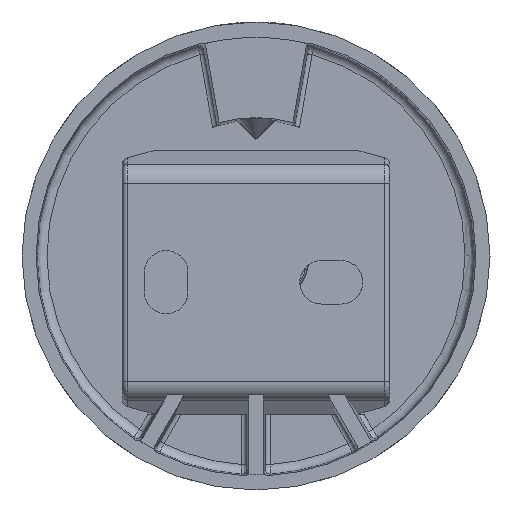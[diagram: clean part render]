
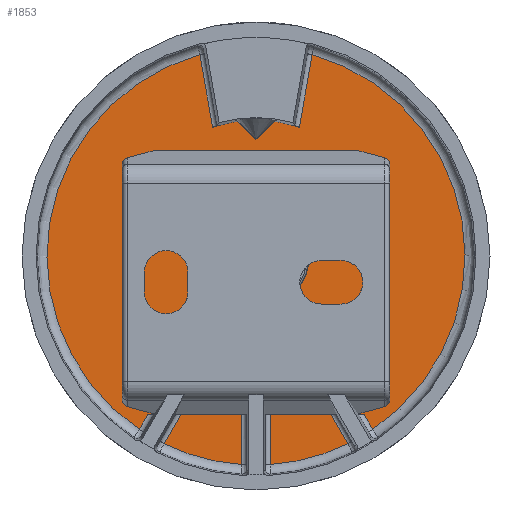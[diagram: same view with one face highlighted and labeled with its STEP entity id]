
A CAD part, front view. The second image highlights one B-rep face of the part: STEP entity #1853.
In plain terms, the highlighted planar face has unit normal (0, -1, 0).
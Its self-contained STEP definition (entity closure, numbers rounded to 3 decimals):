
#303=DIRECTION('',(0.5,0.,0.866));
#304=VECTOR('',#303,1.773);
#305=CARTESIAN_POINT('',(11.131,8.,16.313));
#306=LINE('',#305,#304);
#307=CARTESIAN_POINT('',(0.,8.,0.));
#308=DIRECTION('',(0.,1.,0.));
#309=DIRECTION('',(0.558,0.,0.83));
#310=AXIS2_PLACEMENT_3D('',#307,#308,#309);
#312=CARTESIAN_POINT('',(0.,8.,0.));
#313=DIRECTION('',(0.,1.,0.));
#314=DIRECTION('',(1.,0.,0.007));
#315=AXIS2_PLACEMENT_3D('',#312,#313,#314);
#317=DIRECTION('',(-0.174,0.,0.985));
#318=VECTOR('',#317,7.588);
#319=CARTESIAN_POINT('',(5.782,8.,-20.726));
#320=LINE('',#319,#318);
#321=CARTESIAN_POINT('',(0.,8.,0.));
#322=DIRECTION('',(0.,1.,0.));
#323=DIRECTION('',(0.319,0.,-0.948));
#324=AXIS2_PLACEMENT_3D('',#321,#322,#323);
#326=DIRECTION('',(-0.174,0.,-0.985));
#327=VECTOR('',#326,7.588);
#328=CARTESIAN_POINT('',(-4.464,8.,-13.253));
#329=LINE('',#328,#327);
#330=CARTESIAN_POINT('',(0.,8.,0.));
#331=DIRECTION('',(0.,1.,0.));
#332=DIRECTION('',(-0.269,0.,-0.963));
#333=AXIS2_PLACEMENT_3D('',#330,#331,#332);
#335=CARTESIAN_POINT('',(0.,8.,0.));
#336=DIRECTION('',(0.,1.,0.));
#337=DIRECTION('',(-1.,0.,-0.007));
#338=AXIS2_PLACEMENT_3D('',#335,#336,#337);
#340=DIRECTION('',(0.5,0.,-0.866));
#341=VECTOR('',#340,1.773);
#342=CARTESIAN_POINT('',(-12.017,8.,17.849));
#343=LINE('',#342,#341);
#344=DIRECTION('',(1.,0.,0.));
#345=VECTOR('',#344,3.424);
#346=CARTESIAN_POINT('',(-11.131,8.,16.313));
#347=LINE('',#346,#345);
#348=DIRECTION('',(-0.5,0.,0.866));
#349=VECTOR('',#348,3.485);
#350=CARTESIAN_POINT('',(-7.706,8.,16.313));
#351=LINE('',#350,#349);
#352=CARTESIAN_POINT('',(0.,8.,0.));
#353=DIRECTION('',(0.,1.,0.));
#354=DIRECTION('',(-0.439,0.,0.898));
#355=AXIS2_PLACEMENT_3D('',#352,#353,#354);
#357=DIRECTION('',(1.,0.,0.));
#358=VECTOR('',#357,2.966);
#359=CARTESIAN_POINT('',(-1.483,8.,16.313));
#360=LINE('',#359,#358);
#361=CARTESIAN_POINT('',(0.,8.,0.));
#362=DIRECTION('',(0.,1.,0.));
#363=DIRECTION('',(0.069,0.,0.998));
#364=AXIS2_PLACEMENT_3D('',#361,#362,#363);
#366=DIRECTION('',(-0.5,0.,-0.866));
#367=VECTOR('',#366,3.485);
#368=CARTESIAN_POINT('',(9.449,8.,19.332));
#369=LINE('',#368,#367);
#370=DIRECTION('',(1.,0.,0.));
#371=VECTOR('',#370,3.424);
#372=CARTESIAN_POINT('',(7.706,8.,16.313));
#373=LINE('',#372,#371);
#374=CARTESIAN_POINT('',(0.,8.,0.));
#375=DIRECTION('',(0.,-1.,0.));
#376=DIRECTION('',(-1.,0.,0.));
#377=AXIS2_PLACEMENT_3D('',#374,#375,#376);
#379=CARTESIAN_POINT('',(0.,8.,0.));
#380=DIRECTION('',(0.,-1.,0.));
#381=DIRECTION('',(-0.999,0.,-0.034));
#382=AXIS2_PLACEMENT_3D('',#379,#380,#381);
#384=CARTESIAN_POINT('',(0.,8.,0.));
#385=DIRECTION('',(0.,-1.,0.));
#386=DIRECTION('',(1.,0.,0.));
#387=AXIS2_PLACEMENT_3D('',#384,#385,#386);
#389=CARTESIAN_POINT('',(0.,8.,0.));
#390=DIRECTION('',(0.,-1.,0.));
#391=DIRECTION('',(0.999,0.,0.034));
#392=AXIS2_PLACEMENT_3D('',#389,#390,#391);
#686=DIRECTION('',(0.,0.,1.));
#687=VECTOR('',#686,5.153);
#688=CARTESIAN_POINT('',(-1.483,8.,16.313));
#689=LINE('',#688,#687);
#824=DIRECTION('',(0.,0.,-1.));
#825=VECTOR('',#824,5.153);
#826=CARTESIAN_POINT('',(1.483,8.,21.466));
#827=LINE('',#826,#825);
#1421=CARTESIAN_POINT('',(9.449,8.,19.332));
#1422=CARTESIAN_POINT('',(7.706,8.,16.313));
#1423=VERTEX_POINT('',#1421);
#1424=VERTEX_POINT('',#1422);
#1425=CARTESIAN_POINT('',(11.131,8.,16.313));
#1426=CARTESIAN_POINT('',(12.017,8.,17.849));
#1427=VERTEX_POINT('',#1425);
#1428=VERTEX_POINT('',#1426);
#1429=CARTESIAN_POINT('',(21.517,8.,0.144));
#1430=CARTESIAN_POINT('',(5.782,8.,-20.726));
#1431=VERTEX_POINT('',#1429);
#1432=VERTEX_POINT('',#1430);
#1433=CARTESIAN_POINT('',(4.464,8.,-13.253));
#1434=VERTEX_POINT('',#1433);
#1435=CARTESIAN_POINT('',(-4.464,8.,-13.253));
#1436=VERTEX_POINT('',#1435);
#1437=CARTESIAN_POINT('',(-5.782,8.,
-20.726));
#1438=VERTEX_POINT('',#1437);
#1439=CARTESIAN_POINT('',(-21.517,8.,-0.144));
#1440=CARTESIAN_POINT('',(-12.017,8.,17.849));
#1441=VERTEX_POINT('',#1439);
#1442=VERTEX_POINT('',#1440);
#1443=CARTESIAN_POINT('',(-11.131,8.,16.313));
#1444=VERTEX_POINT('',#1443);
#1445=CARTESIAN_POINT('',(-7.706,8.,16.313));
#1446=VERTEX_POINT('',#1445);
#1447=CARTESIAN_POINT('',(-9.449,8.,19.332));
#1448=VERTEX_POINT('',#1447);
#1449=CARTESIAN_POINT('',(-1.483,8.,21.466));
#1450=VERTEX_POINT('',#1449);
#1451=CARTESIAN_POINT('',(-1.483,8.,16.313));
#1452=VERTEX_POINT('',#1451);
#1453=CARTESIAN_POINT('',(1.483,8.,16.313));
#1454=VERTEX_POINT('',#1453);
#1455=CARTESIAN_POINT('',(1.483,8.,21.466));
#1456=VERTEX_POINT('',#1455);
#1457=CARTESIAN_POINT('',(-3.598,8.,
-0.124));
#1458=CARTESIAN_POINT('',(3.6,8.,0.));
#1459=VERTEX_POINT('',#1457);
#1460=VERTEX_POINT('',#1458);
#1461=CARTESIAN_POINT('',(-3.6,8.,0.));
#1462=VERTEX_POINT('',#1461);
#1463=CARTESIAN_POINT('',(3.598,8.,0.124));
#1464=VERTEX_POINT('',#1463);
#1801=CARTESIAN_POINT('',(0.,8.,0.));
#1802=DIRECTION('',(0.,-1.,0.));
#1803=DIRECTION('',(-1.,0.,0.));
#1804=AXIS2_PLACEMENT_3D('',#1801,#1802,#1803);
#1805=PLANE('',#1804);
#1807=ORIENTED_EDGE('',*,*,#1806,.T.);
#1809=ORIENTED_EDGE('',*,*,#1808,.T.);
#1811=ORIENTED_EDGE('',*,*,#1810,.T.);
#1813=ORIENTED_EDGE('',*,*,#1812,.T.);
#1815=ORIENTED_EDGE('',*,*,#1814,.T.);
#1817=ORIENTED_EDGE('',*,*,#1816,.T.);
#1819=ORIENTED_EDGE('',*,*,#1818,.T.);
#1821=ORIENTED_EDGE('',*,*,#1820,.T.);
#1823=ORIENTED_EDGE('',*,*,#1822,.T.);
#1825=ORIENTED_EDGE('',*,*,#1824,.T.);
#1827=ORIENTED_EDGE('',*,*,#1826,.T.);
#1829=ORIENTED_EDGE('',*,*,#1828,.T.);
#1831=ORIENTED_EDGE('',*,*,#1830,.F.);
#1833=ORIENTED_EDGE('',*,*,#1832,.T.);
#1835=ORIENTED_EDGE('',*,*,#1834,.F.);
#1837=ORIENTED_EDGE('',*,*,#1836,.T.);
#1838=ORIENTED_EDGE('',*,*,#1791,.T.);
#1840=ORIENTED_EDGE('',*,*,#1839,.T.);
#1841=EDGE_LOOP('',(#1807,#1809,#1811,#1813,#1815,#1817,#1819,#1821,#1823,#1825,
#1827,#1829,#1831,#1833,#1835,#1837,#1838,#1840));
#1842=FACE_OUTER_BOUND('',#1841,.F.);
#1844=ORIENTED_EDGE('',*,*,#1843,.T.);
#1846=ORIENTED_EDGE('',*,*,#1845,.T.);
#1848=ORIENTED_EDGE('',*,*,#1847,.T.);
#1850=ORIENTED_EDGE('',*,*,#1849,.T.);
#1851=EDGE_LOOP('',(#1844,#1846,#1848,#1850));
#1852=FACE_BOUND('',#1851,.F.);
#1853=ADVANCED_FACE('',(#1842,#1852),#1805,.T.);
#311=CIRCLE('',#310,21.517);
#316=CIRCLE('',#315,21.517);
#325=CIRCLE('',#324,13.984);
#334=CIRCLE('',#333,21.517);
#339=CIRCLE('',#338,21.517);
#356=CIRCLE('',#355,21.517);
#365=CIRCLE('',#364,21.517);
#378=CIRCLE('',#377,3.6);
#383=CIRCLE('',#382,3.6);
#388=CIRCLE('',#387,3.6);
#393=CIRCLE('',#392,3.6);
#1791=EDGE_CURVE('',#1423,#1424,#369,.T.);
#1806=EDGE_CURVE('',#1427,#1428,#306,.T.);
#1808=EDGE_CURVE('',#1428,#1431,#311,.T.);
#1810=EDGE_CURVE('',#1431,#1432,#316,.T.);
#1812=EDGE_CURVE('',#1432,#1434,#320,.T.);
#1814=EDGE_CURVE('',#1434,#1436,#325,.T.);
#1816=EDGE_CURVE('',#1436,#1438,#329,.T.);
#1818=EDGE_CURVE('',#1438,#1441,#334,.T.);
#1820=EDGE_CURVE('',#1441,#1442,#339,.T.);
#1822=EDGE_CURVE('',#1442,#1444,#343,.T.);
#1824=EDGE_CURVE('',#1444,#1446,#347,.T.);
#1826=EDGE_CURVE('',#1446,#1448,#351,.T.);
#1828=EDGE_CURVE('',#1448,#1450,#356,.T.);
#1830=EDGE_CURVE('',#1452,#1450,#689,.T.);
#1832=EDGE_CURVE('',#1452,#1454,#360,.T.);
#1834=EDGE_CURVE('',#1456,#1454,#827,.T.);
#1836=EDGE_CURVE('',#1456,#1423,#365,.T.);
#1839=EDGE_CURVE('',#1424,#1427,#373,.T.);
#1843=EDGE_CURVE('',#1462,#1459,#378,.T.);
#1845=EDGE_CURVE('',#1459,#1460,#383,.T.);
#1847=EDGE_CURVE('',#1460,#1464,#388,.T.);
#1849=EDGE_CURVE('',#1464,#1462,#393,.T.);
